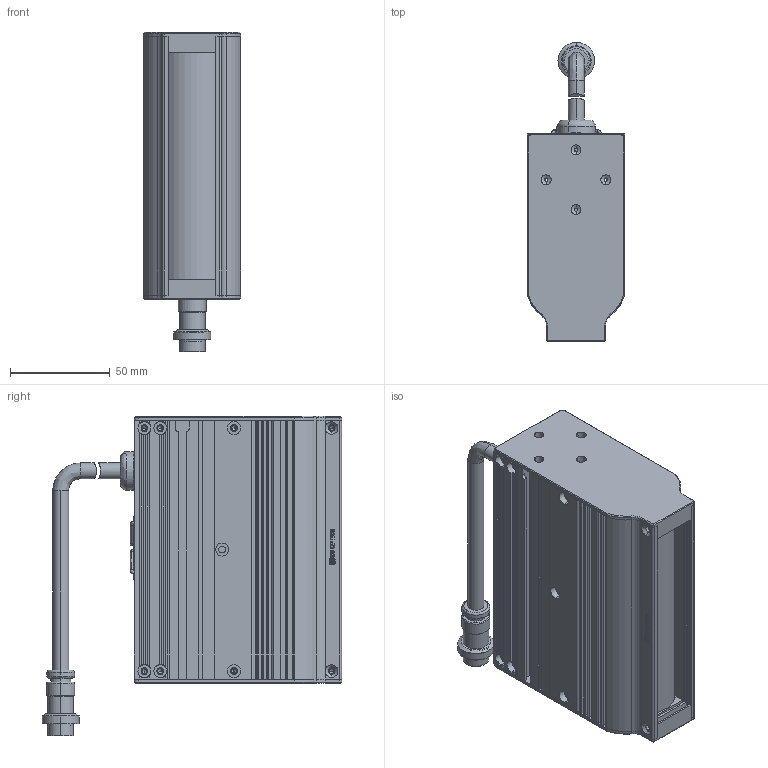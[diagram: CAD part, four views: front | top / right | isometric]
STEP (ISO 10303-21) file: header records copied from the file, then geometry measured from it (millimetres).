
FILE_DESCRIPTION (( 'STEP AP214' ), '1' );
FILE_NAME ('661300-B.STEP', '2019-03-27T01:48:12', ( '' ), ( '' ), 'SwSTEP 2.0', 'SolidWorks 2016', '' );
FILE_SCHEMA (( 'AUTOMOTIVE_DESIGN' ));
Length unit declared in the file: millimetre
Products named in the file (1): 661300-B
Bounding box: 49 x 150.2 x 160.5 mm (x, y, z)
Volume: 396686 mm3; surface area: 188177.5 mm2
Topology: 16 solids, 16 shells, 1493 faces, 3998 edges, 2552 vertices
Faces by surface type: plane 726, cylinder 447, bspline 204, cone 116
Entity records: 66397 total; most frequent: CARTESIAN_POINT 14009, ORIENTED_EDGE 7876, DIRECTION 7466, EDGE_CURVE 3938, AXIS2_PLACEMENT_3D 2563, VERTEX_POINT 2552, LINE 2340, VECTOR 2340
